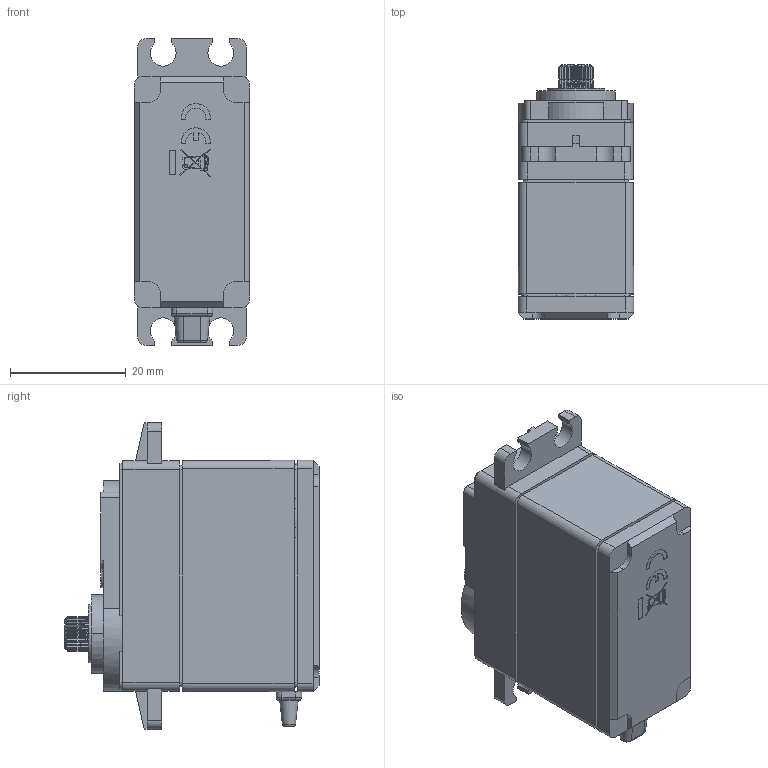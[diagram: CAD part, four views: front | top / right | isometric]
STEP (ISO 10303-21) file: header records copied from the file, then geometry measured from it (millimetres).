
FILE_DESCRIPTION((''),'2;1');
FILE_NAME('120105000070_GAG-02-A','2017-07-20T',('servo-csw'),(''),'CREO PARAMETRIC BY PTC INC, 2014440','CREO PARAMETRIC BY PTC INC, 2014440','');
FILE_SCHEMA(('CONFIG_CONTROL_DESIGN'));
Length unit declared in the file: millimetre
Products named in the file (1): 120105000070_GAG-02-A
Bounding box: 20 x 43.9 x 53 mm (x, y, z)
Volume: 29709.6 mm3; surface area: 7262.2 mm2
Topology: 1 solids, 1 shells, 553 faces, 1472 edges, 940 vertices
Faces by surface type: plane 302, cylinder 160, cone 58, torus 28, bspline 5
Entity records: 22861 total; most frequent: CARTESIAN_POINT 4453, ORIENTED_EDGE 2944, DIRECTION 2740, PRESENTATION_STYLE_ASSIGNMENT 1491, STYLED_ITEM 1473, CURVE_STYLE 1472, EDGE_CURVE 1472, AXIS2_PLACEMENT_3D 961
